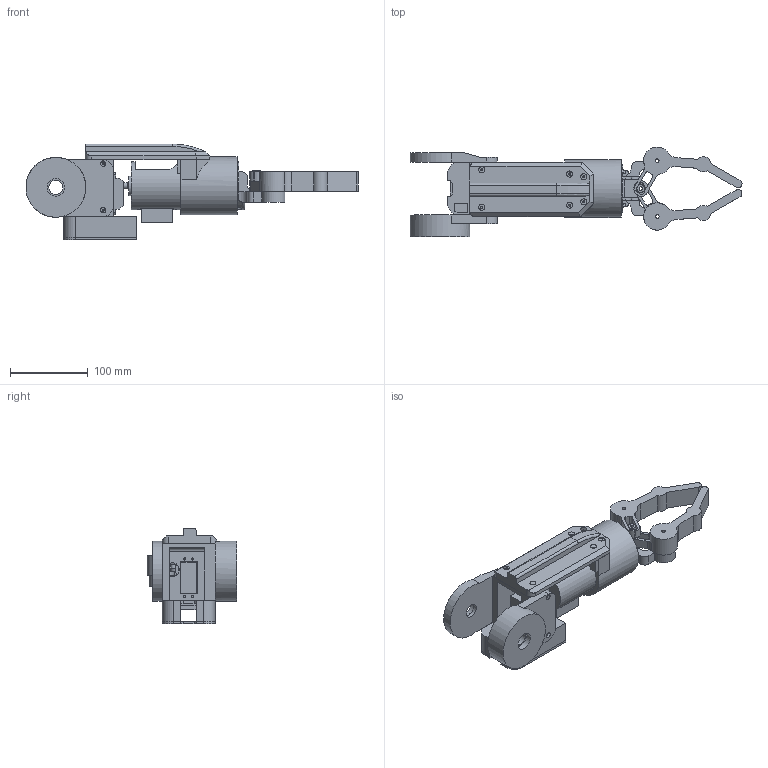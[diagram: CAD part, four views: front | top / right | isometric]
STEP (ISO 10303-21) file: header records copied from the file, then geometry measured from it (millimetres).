
FILE_DESCRIPTION(/* description */ (''),/* implementation_level */ '2;1');
FILE_NAME(/* name */ '77de976f-3f48-44ee-93bf-a0f2fa263be4.stp',/* time_stamp */ '2020-03-09T08:16:53+00:00',/* author */ (''),/* organization */ (''),/* preprocessor_version */ 'ST-DEVELOPER v18',/* originating_system */ 'Autodesk Translation Framework v8.12.0.6',/* authorisation */ '');
FILE_SCHEMA (('AUTOMOTIVE_DESIGN { 1 0 10303 214 3 1 1 }'));
Length unit declared in the file: millimetre
Products named in the file (6): ArmLower_hand01; innersleave (1); slider; inner (1); hub02; hub01
Assembly tree (5 placements, depth 4):
  ArmLower_hand01
    innersleave (1)
      slider
        inner (1)
      hub02
      hub01
Bounding box: 426.74 x 115.42 x 123 mm (x, y, z)
Volume: 948352.4 mm3; surface area: 310622.9 mm2
Topology: 20 solids, 20 shells, 556 faces, 1477 edges, 981 vertices
Faces by surface type: plane 308, cylinder 221, cone 24, torus 3
Full cylindrical faces by diameter (mm): 2.3 x2, 2.4 x4, 2.5 x1, 2.8 x61, 3 x4, 4.5 x5, 6 x6, 7 x1, 8 x3, 8.543 x1, 10 x6, 11 x1, 12 x1, 18 x2, 22.5 x2, 25 x1, 26 x1, 62 x1, 64 x1, 74.372 x1, 77 x1
Entity records: 18428 total; most frequent: CARTESIAN_POINT 3687, DIRECTION 3066, ORIENTED_EDGE 2954, EDGE_CURVE 1477, AXIS2_PLACEMENT_3D 1070, VERTEX_POINT 981, LINE 926, VECTOR 926
